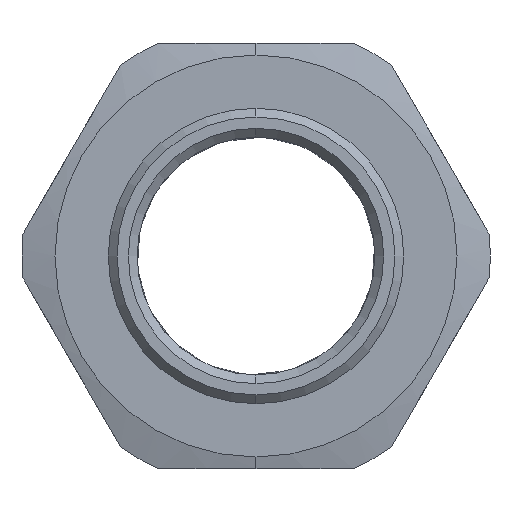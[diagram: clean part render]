
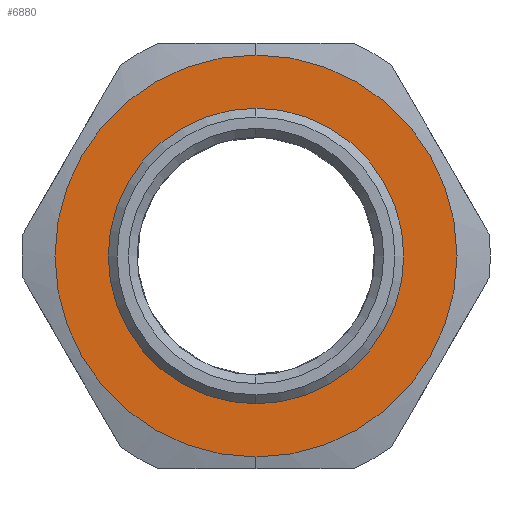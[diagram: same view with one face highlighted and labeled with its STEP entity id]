
A CAD part, left-side view. The second image highlights one B-rep face of the part: STEP entity #6880.
In plain terms, the highlighted planar face has unit normal (-1, 0, 0).
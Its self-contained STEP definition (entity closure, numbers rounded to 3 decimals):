
#28 = DIRECTION ( 'NONE',  ( 1., 0., 0. ) ) ;
#912 = VERTEX_POINT ( 'NONE', #9559 ) ;
#1099 = CARTESIAN_POINT ( 'NONE',  ( 10.3, 0., 0. ) ) ;
#1262 = CIRCLE ( 'NONE', #7324, 12.5 ) ;
#1547 = CARTESIAN_POINT ( 'NONE',  ( 10.3, 0., 0. ) ) ;
#2198 = AXIS2_PLACEMENT_3D ( 'NONE', #13784, #5467, #11369 ) ;
#2790 = AXIS2_PLACEMENT_3D ( 'NONE', #4181, #14694, #12526 ) ;
#2816 = DIRECTION ( 'NONE',  ( 1., 0., 0. ) ) ;
#4175 = EDGE_CURVE ( 'NONE', #6678, #912, #8651, .T. ) ;
#4181 = CARTESIAN_POINT ( 'NONE',  ( 10.3, 12.5, 0. ) ) ;
#4272 = ORIENTED_EDGE ( 'NONE', *, *, #7520, .F. ) ;
#4832 = VERTEX_POINT ( 'NONE', #10424 ) ;
#5161 = DIRECTION ( 'NONE',  ( 0., 0., -1. ) ) ;
#5467 = DIRECTION ( 'NONE',  ( 1., 0., 0. ) ) ;
#5488 = ORIENTED_EDGE ( 'NONE', *, *, #4175, .F. ) ;
#5695 = CIRCLE ( 'NONE', #9786, 12.5 ) ;
#6170 = CARTESIAN_POINT ( 'NONE',  ( 10.3, 0., 17. ) ) ;
#6545 = EDGE_CURVE ( 'NONE', #4832, #14541, #5695, .T. ) ;
#6678 = VERTEX_POINT ( 'NONE', #6170 ) ;
#6880 = ADVANCED_FACE ( 'NONE', ( #11112, #12046 ), #11321, .F. ) ;
#7235 = EDGE_CURVE ( 'NONE', #14541, #4832, #1262, .T. ) ;
#7324 = AXIS2_PLACEMENT_3D ( 'NONE', #1547, #2816, #5161 ) ;
#7520 = EDGE_CURVE ( 'NONE', #912, #6678, #14682, .T. ) ;
#8125 = EDGE_LOOP ( 'NONE', ( #14179, #11255 ) ) ;
#8651 = CIRCLE ( 'NONE', #2198, 17. ) ;
#9469 = CARTESIAN_POINT ( 'NONE',  ( 10.3, 0., 0. ) ) ;
#9559 = CARTESIAN_POINT ( 'NONE',  ( 10.3, 0., -17. ) ) ;
#9786 = AXIS2_PLACEMENT_3D ( 'NONE', #1099, #13172, #11846 ) ;
#10424 = CARTESIAN_POINT ( 'NONE',  ( 10.3, 0., -12.5 ) ) ;
#10662 = EDGE_LOOP ( 'NONE', ( #4272, #5488 ) ) ;
#10663 = DIRECTION ( 'NONE',  ( 0., 0., -1. ) ) ;
#11112 = FACE_OUTER_BOUND ( 'NONE', #10662, .T. ) ;
#11255 = ORIENTED_EDGE ( 'NONE', *, *, #7235, .T. ) ;
#11321 = PLANE ( 'NONE',  #2790 ) ;
#11369 = DIRECTION ( 'NONE',  ( 0., 0., -1. ) ) ;
#11846 = DIRECTION ( 'NONE',  ( 0., 0., -1. ) ) ;
#12046 = FACE_BOUND ( 'NONE', #8125, .T. ) ;
#12526 = DIRECTION ( 'NONE',  ( 0., 0., -1. ) ) ;
#12987 = CARTESIAN_POINT ( 'NONE',  ( 10.3, 0., 12.5 ) ) ;
#13172 = DIRECTION ( 'NONE',  ( 1., 0., 0. ) ) ;
#13784 = CARTESIAN_POINT ( 'NONE',  ( 10.3, 0., 0. ) ) ;
#14179 = ORIENTED_EDGE ( 'NONE', *, *, #6545, .T. ) ;
#14541 = VERTEX_POINT ( 'NONE', #12987 ) ;
#14682 = CIRCLE ( 'NONE', #14746, 17. ) ;
#14694 = DIRECTION ( 'NONE',  ( 1., 0., 0. ) ) ;
#14746 = AXIS2_PLACEMENT_3D ( 'NONE', #9469, #28, #10663 ) ;
